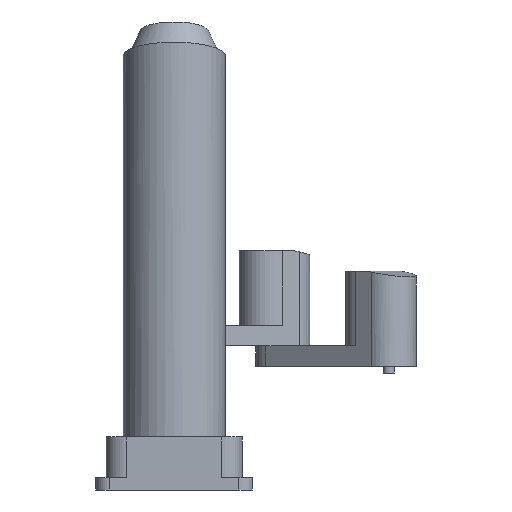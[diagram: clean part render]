
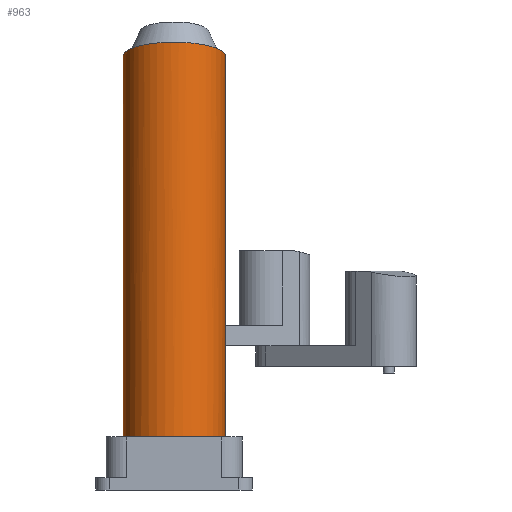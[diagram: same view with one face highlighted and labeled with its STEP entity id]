
A CAD part, front view. The second image highlights one B-rep face of the part: STEP entity #963.
In plain terms, the highlighted cylindrical face has radius 75 mm (diameter 150 mm), a full revolution.
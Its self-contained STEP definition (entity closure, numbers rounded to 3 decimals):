
#779=CARTESIAN_POINT('',(-60.395,44.468,622.989));
#780=VERTEX_POINT('',#779);
#787=CARTESIAN_POINT('',(60.395,44.468,622.989));
#788=VERTEX_POINT('',#787);
#789=CARTESIAN_POINT('',(0.0,0.0,634.904));
#790=DIRECTION('',(0.0,-0.259,-0.966));
#791=DIRECTION('',(0.0,0.966,-0.259));
#792=AXIS2_PLACEMENT_3D('',#789,#790,#791);
#793=ELLIPSE('',#792,77.646,75.0);
#794=EDGE_CURVE('',#788,#780,#793,.T.);
#871=CARTESIAN_POINT('',(-60.395,44.468,91.485));
#872=VERTEX_POINT('',#871);
#880=CARTESIAN_POINT('',(-60.395,44.468,622.989));
#881=DIRECTION('',(0.0,0.0,-1.0));
#882=VECTOR('',#881,531.503);
#883=LINE('',#880,#882);
#884=EDGE_CURVE('',#780,#872,#883,.T.);
#890=CARTESIAN_POINT('',(0.0,0.0,448.));
#891=DIRECTION('',(0.0,0.0,-1.0));
#892=DIRECTION('',(-1.0,0.0,0.0));
#893=AXIS2_PLACEMENT_3D('',#890,#891,#892);
#894=CYLINDRICAL_SURFACE('',#893,75.0);
#895=ORIENTED_EDGE('',*,*,#884,.T.);
#896=CARTESIAN_POINT('',(-57.741,47.865,88.5));
#897=VERTEX_POINT('',#896);
#898=CARTESIAN_POINT('',(-57.741,47.865,88.5));
#899=CARTESIAN_POINT('',(-57.741,47.864,88.501));
#900=CARTESIAN_POINT('',(-57.742,47.863,88.503));
#901=CARTESIAN_POINT('',(-58.049,47.493,88.99));
#902=CARTESIAN_POINT('',(-58.51,46.932,89.189));
#903=CARTESIAN_POINT('',(-59.401,45.79,89.817));
#904=CARTESIAN_POINT('',(-59.692,45.41,90.046));
#905=CARTESIAN_POINT('',(-60.032,44.957,90.444));
#906=CARTESIAN_POINT('',(-60.169,44.774,90.63));
#907=CARTESIAN_POINT('',(-60.307,44.588,90.96));
#908=CARTESIAN_POINT('',(-60.34,44.543,91.063));
#909=CARTESIAN_POINT('',(-60.384,44.484,91.274));
#910=CARTESIAN_POINT('',(-60.395,44.468,91.379));
#911=CARTESIAN_POINT('',(-60.395,44.468,91.485));
#912=B_SPLINE_CURVE_WITH_KNOTS('',3,(#898,#899,#900,#901,#902,#903,#904,#905,#906,#907,#908,#909,#910,#911),.UNSPECIFIED.,.F.,.U.,(4,2,2,2,2,2,4),(-0.001,0.0,0.205,0.295,0.339,0.357,0.373),.UNSPECIFIED.);
#913=EDGE_CURVE('',#897,#872,#912,.T.);
#914=ORIENTED_EDGE('',*,*,#913,.F.);
#915=CARTESIAN_POINT('',(57.741,47.865,88.5));
#916=VERTEX_POINT('',#915);
#917=CARTESIAN_POINT('',(0.0,0.0,88.5));
#918=DIRECTION('',(0.0,0.0,1.0));
#919=DIRECTION('',(0.0,1.0,0.0));
#920=AXIS2_PLACEMENT_3D('',#917,#918,#919);
#921=CIRCLE('',#920,75.0);
#922=EDGE_CURVE('',#916,#897,#921,.T.);
#923=ORIENTED_EDGE('',*,*,#922,.F.);
#924=CARTESIAN_POINT('',(60.395,44.468,91.486));
#925=VERTEX_POINT('',#924);
#926=CARTESIAN_POINT('',(60.395,44.468,91.486));
#927=CARTESIAN_POINT('',(60.395,44.468,91.376));
#928=CARTESIAN_POINT('',(60.383,44.484,91.268));
#929=CARTESIAN_POINT('',(60.337,44.547,91.05));
#930=CARTESIAN_POINT('',(60.302,44.595,90.945));
#931=CARTESIAN_POINT('',(60.156,44.792,90.606));
#932=CARTESIAN_POINT('',(60.011,44.986,90.416));
#933=CARTESIAN_POINT('',(59.688,45.414,90.051));
#934=CARTESIAN_POINT('',(59.424,45.761,89.831));
#935=CARTESIAN_POINT('',(58.455,46.999,89.155));
#936=CARTESIAN_POINT('',(58.042,47.501,88.973));
#937=CARTESIAN_POINT('',(57.742,47.863,88.503));
#938=CARTESIAN_POINT('',(57.741,47.864,88.501));
#939=CARTESIAN_POINT('',(57.741,47.865,88.5));
#940=B_SPLINE_CURVE_WITH_KNOTS('',3,(#926,#927,#928,#929,#930,#931,#932,#933,#934,#935,#936,#937,#938,#939),.UNSPECIFIED.,.F.,.U.,(4,2,2,2,2,2,4),(0.,0.033,0.069,0.158,0.311,0.574,0.574),.UNSPECIFIED.);
#941=EDGE_CURVE('',#925,#916,#940,.T.);
#942=ORIENTED_EDGE('',*,*,#941,.F.);
#943=CARTESIAN_POINT('',(60.395,44.468,91.486));
#944=DIRECTION('',(0.0,0.0,1.0));
#945=VECTOR('',#944,531.503);
#946=LINE('',#943,#945);
#947=EDGE_CURVE('',#925,#788,#946,.T.);
#948=ORIENTED_EDGE('',*,*,#947,.T.);
#949=ORIENTED_EDGE('',*,*,#794,.T.);
#950=EDGE_LOOP('',(#895,#914,#923,#942,#948,#949));
#951=FACE_OUTER_BOUND('',#950,.T.);
#952=CARTESIAN_POINT('',(-75.0,0.0,75.0));
#953=VERTEX_POINT('',#952);
#954=CARTESIAN_POINT('',(0.0,0.0,75.0));
#955=DIRECTION('',(0.0,0.0,1.0));
#956=DIRECTION('',(-1.0,0.0,0.0));
#957=AXIS2_PLACEMENT_3D('',#954,#955,#956);
#958=CIRCLE('',#957,75.0);
#959=EDGE_CURVE('',#953,#953,#958,.T.);
#960=ORIENTED_EDGE('',*,*,#959,.T.);
#961=EDGE_LOOP('',(#960));
#962=FACE_BOUND('',#961,.T.);
#963=ADVANCED_FACE('',(#951,#962),#894,.T.);
